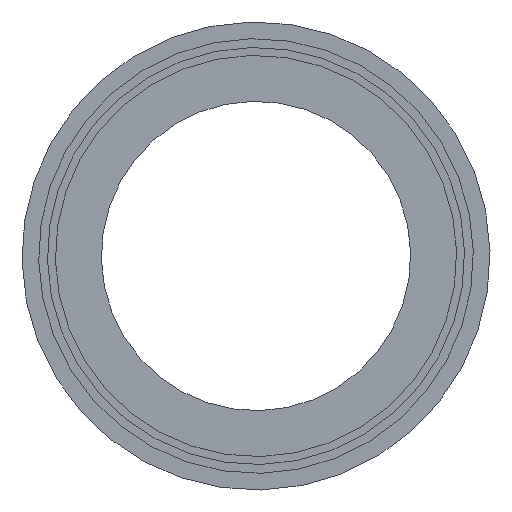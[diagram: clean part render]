
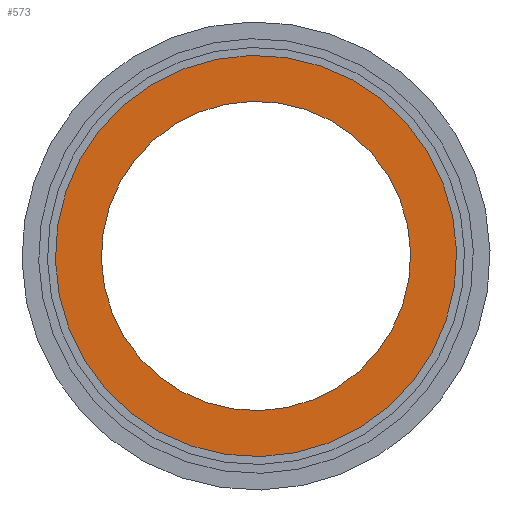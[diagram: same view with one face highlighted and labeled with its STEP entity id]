
A CAD part, left-side view. The second image highlights one B-rep face of the part: STEP entity #573.
In plain terms, the highlighted planar face has unit normal (-1, 0, 0).
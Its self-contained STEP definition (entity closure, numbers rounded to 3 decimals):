
#57=CARTESIAN_POINT('Axis2P3D Location',(-125.7,0.,0.)) ;
#61=CARTESIAN_POINT('Vertex',(-125.7,8.118,4.435)) ;
#63=CARTESIAN_POINT('Vertex',(-125.7,-8.118,-4.435)) ;
#92=CARTESIAN_POINT('Axis2P3D Location',(-125.7,0.,0.)) ;
#465=CARTESIAN_POINT('Vertex',(-125.7,10.531,5.753)) ;
#468=CARTESIAN_POINT('Axis2P3D Location',(-125.7,0.,0.)) ;
#472=CARTESIAN_POINT('Vertex',(-125.7,-10.531,-5.753)) ;
#492=CARTESIAN_POINT('Axis2P3D Location',(-125.7,0.,0.)) ;
#560=CARTESIAN_POINT('Axis2P3D Location',(-125.7,9.25,0.)) ;
#58=DIRECTION('Axis2P3D Direction',(1.,0.,0.)) ;
#93=DIRECTION('Axis2P3D Direction',(1.,0.,0.)) ;
#469=DIRECTION('Axis2P3D Direction',(1.,0.,0.)) ;
#493=DIRECTION('Axis2P3D Direction',(1.,0.,0.)) ;
#561=DIRECTION('Axis2P3D Direction',(1.,0.,0.)) ;
#562=DIRECTION('Axis2P3D XDirection',(0.,1.,0.)) ;
#59=AXIS2_PLACEMENT_3D('Circle Axis2P3D',#57,#58,$) ;
#94=AXIS2_PLACEMENT_3D('Circle Axis2P3D',#92,#93,$) ;
#470=AXIS2_PLACEMENT_3D('Circle Axis2P3D',#468,#469,$) ;
#494=AXIS2_PLACEMENT_3D('Circle Axis2P3D',#492,#493,$) ;
#563=AXIS2_PLACEMENT_3D('Plane Axis2P3D',#560,#561,#562) ;
#566=ORIENTED_EDGE('',*,*,#474,.F.) ;
#567=ORIENTED_EDGE('',*,*,#496,.F.) ;
#570=ORIENTED_EDGE('',*,*,#96,.T.) ;
#571=ORIENTED_EDGE('',*,*,#65,.T.) ;
#572=FACE_BOUND('',#569,.T.) ;
#573=ADVANCED_FACE('Corps principal',(#568,#572),#564,.F.) ;
#60=CIRCLE('generated circle',#59,9.25) ;
#95=CIRCLE('generated circle',#94,9.25) ;
#471=CIRCLE('generated circle',#470,12.) ;
#495=CIRCLE('generated circle',#494,12.) ;
#65=EDGE_CURVE('',#62,#64,#60,.T.) ;
#96=EDGE_CURVE('',#64,#62,#95,.T.) ;
#474=EDGE_CURVE('',#466,#473,#471,.T.) ;
#496=EDGE_CURVE('',#473,#466,#495,.T.) ;
#565=EDGE_LOOP('',(#566,#567)) ;
#569=EDGE_LOOP('',(#570,#571)) ;
#568=FACE_OUTER_BOUND('',#565,.T.) ;
#564=PLANE('Plane',#563) ;
#62=VERTEX_POINT('',#61) ;
#64=VERTEX_POINT('',#63) ;
#466=VERTEX_POINT('',#465) ;
#473=VERTEX_POINT('',#472) ;
